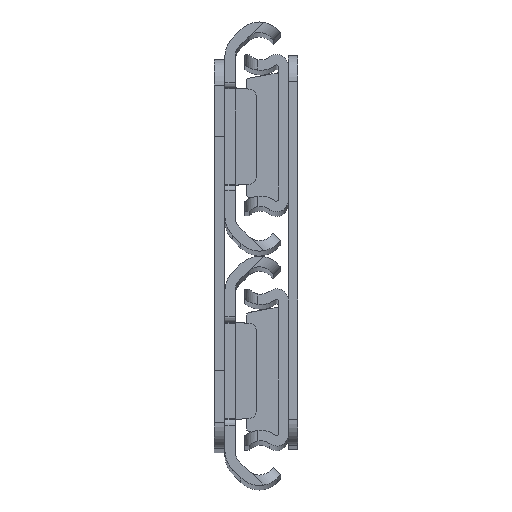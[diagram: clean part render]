
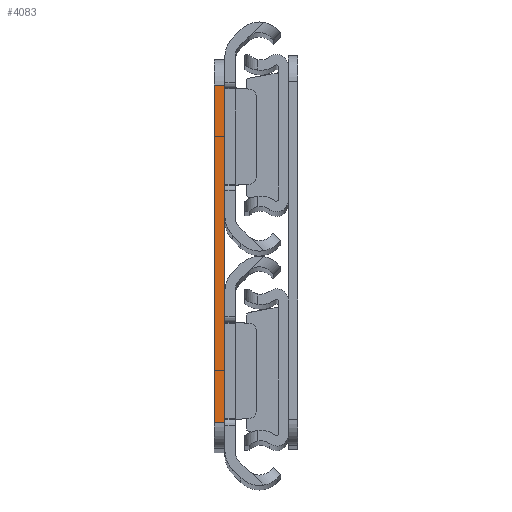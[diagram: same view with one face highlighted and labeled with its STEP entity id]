
A CAD part, top view. The second image highlights one B-rep face of the part: STEP entity #4083.
In plain terms, the highlighted planar face has unit normal (0, 0, 1).
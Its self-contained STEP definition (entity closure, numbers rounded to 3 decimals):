
#53 = CARTESIAN_POINT ( 'NONE',  ( -1.6, 0., 0. ) ) ;
#377 = LINE ( 'NONE', #6107, #4478 ) ;
#408 = ORIENTED_EDGE ( 'NONE', *, *, #2520, .T. ) ;
#789 = FACE_OUTER_BOUND ( 'NONE', #5066, .T. ) ;
#950 = CARTESIAN_POINT ( 'NONE',  ( -1.6, 26., 0. ) ) ;
#1189 = VERTEX_POINT ( 'NONE', #5969 ) ;
#1743 = VECTOR ( 'NONE', #6192, 1000. ) ;
#1977 = AXIS2_PLACEMENT_3D ( 'NONE', #53, #6296, #5856 ) ;
#2013 = CARTESIAN_POINT ( 'NONE',  ( 0., 26., 0. ) ) ;
#2082 = CARTESIAN_POINT ( 'NONE',  ( 0., 0., 0. ) ) ;
#2435 = ORIENTED_EDGE ( 'NONE', *, *, #4289, .F. ) ;
#2438 = VERTEX_POINT ( 'NONE', #7266 ) ;
#2520 = EDGE_CURVE ( 'NONE', #1189, #2438, #6043, .T. ) ;
#2522 = ORIENTED_EDGE ( 'NONE', *, *, #6825, .T. ) ;
#2669 = DIRECTION ( 'NONE',  ( 0., -1., 0. ) ) ;
#2791 = CARTESIAN_POINT ( 'NONE',  ( -1.6, -26., 0. ) ) ;
#3953 = ORIENTED_EDGE ( 'NONE', *, *, #5554, .T. ) ;
#4083 = ADVANCED_FACE ( 'NONE', ( #789 ), #5126, .T. ) ;
#4134 = VECTOR ( 'NONE', #6010, 1000. ) ;
#4289 = EDGE_CURVE ( 'NONE', #5395, #2438, #7134, .T. ) ;
#4478 = VECTOR ( 'NONE', #2669, 1000. ) ;
#4705 = VERTEX_POINT ( 'NONE', #5956 ) ;
#4823 = VECTOR ( 'NONE', #5934, 1000. ) ;
#5066 = EDGE_LOOP ( 'NONE', ( #3953, #408, #2435, #2522 ) ) ;
#5126 = PLANE ( 'NONE',  #1977 ) ;
#5395 = VERTEX_POINT ( 'NONE', #2013 ) ;
#5554 = EDGE_CURVE ( 'NONE', #4705, #1189, #377, .T. ) ;
#5856 = DIRECTION ( 'NONE',  ( 1., 0., 0. ) ) ;
#5934 = DIRECTION ( 'NONE',  ( 0., -1., 0. ) ) ;
#5956 = CARTESIAN_POINT ( 'NONE',  ( -1.6, 26., 0. ) ) ;
#5969 = CARTESIAN_POINT ( 'NONE',  ( -1.6, -26., 0. ) ) ;
#6010 = DIRECTION ( 'NONE',  ( -1., 0., 0. ) ) ;
#6043 = LINE ( 'NONE', #2791, #1743 ) ;
#6107 = CARTESIAN_POINT ( 'NONE',  ( -1.6, 0., 0. ) ) ;
#6192 = DIRECTION ( 'NONE',  ( 1., 0., 0. ) ) ;
#6296 = DIRECTION ( 'NONE',  ( 0., 0., 1. ) ) ;
#6554 = LINE ( 'NONE', #950, #4134 ) ;
#6825 = EDGE_CURVE ( 'NONE', #5395, #4705, #6554, .T. ) ;
#7134 = LINE ( 'NONE', #2082, #4823 ) ;
#7266 = CARTESIAN_POINT ( 'NONE',  ( 0., -26., 0. ) ) ;
